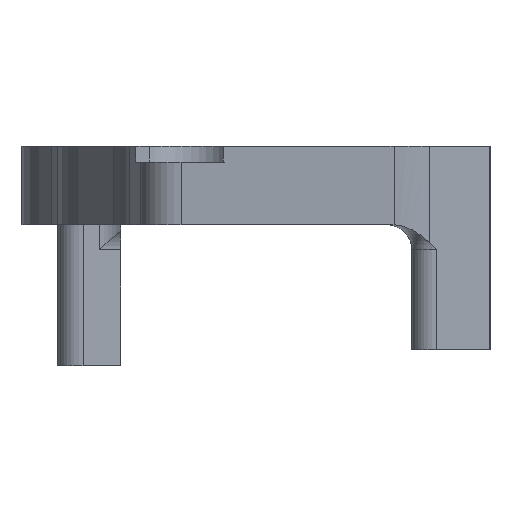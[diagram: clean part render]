
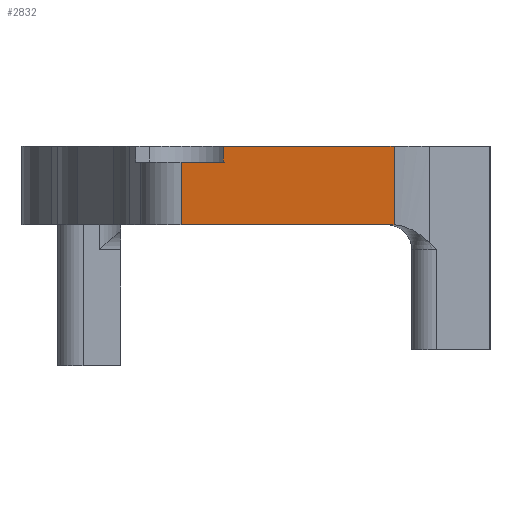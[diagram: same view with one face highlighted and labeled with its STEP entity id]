
A CAD part, left-side view. The second image highlights one B-rep face of the part: STEP entity #2832.
In plain terms, the highlighted planar face has unit normal (-0.994, 0.114, 0).
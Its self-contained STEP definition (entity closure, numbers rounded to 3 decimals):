
#473=B_SPLINE_CURVE_WITH_KNOTS('',3,(#4515,#4516,#4517,#4518),
 .UNSPECIFIED.,.F.,.F.,(4,4),(0.128,0.134),
 .UNSPECIFIED.);
#524=PLANE('',#3073);
#587=FACE_OUTER_BOUND('',#732,.T.);
#732=EDGE_LOOP('',(#2278,#2279,#2280,#2281,#2282,#2283,#2284));
#874=LINE('',#4215,#1089);
#900=LINE('',#4327,#1115);
#946=LINE('',#4503,#1161);
#947=LINE('',#4508,#1162);
#949=LINE('',#4513,#1164);
#950=LINE('',#4519,#1165);
#1089=VECTOR('',#3349,10.);
#1115=VECTOR('',#3439,10.);
#1161=VECTOR('',#3593,10.);
#1162=VECTOR('',#3598,10.);
#1164=VECTOR('',#3604,10.);
#1165=VECTOR('',#3605,10.);
#1508=VERTEX_POINT('',#4212);
#1509=VERTEX_POINT('',#4214);
#1562=VERTEX_POINT('',#4324);
#1563=VERTEX_POINT('',#4326);
#1639=VERTEX_POINT('',#4501);
#1640=VERTEX_POINT('',#4505);
#1643=VERTEX_POINT('',#4514);
#1742=EDGE_CURVE('',#1508,#1509,#874,.T.);
#1798=EDGE_CURVE('',#1562,#1563,#900,.T.);
#1886=EDGE_CURVE('',#1508,#1639,#946,.T.);
#1888=EDGE_CURVE('',#1639,#1640,#947,.T.);
#1891=EDGE_CURVE('',#1640,#1563,#949,.T.);
#1892=EDGE_CURVE('',#1562,#1643,#473,.F.);
#1893=EDGE_CURVE('',#1509,#1643,#950,.T.);
#2278=ORIENTED_EDGE('',*,*,#1886,.T.);
#2279=ORIENTED_EDGE('',*,*,#1888,.T.);
#2280=ORIENTED_EDGE('',*,*,#1891,.T.);
#2281=ORIENTED_EDGE('',*,*,#1798,.F.);
#2282=ORIENTED_EDGE('',*,*,#1892,.T.);
#2283=ORIENTED_EDGE('',*,*,#1893,.F.);
#2284=ORIENTED_EDGE('',*,*,#1742,.F.);
#2832=ADVANCED_FACE('',(#587),#524,.T.);
#3073=AXIS2_PLACEMENT_3D('',#4512,#3602,#3603);
#3349=DIRECTION('',(-0.114,-0.994,0.));
#3439=DIRECTION('',(0.114,0.994,0.));
#3593=DIRECTION('',(0.,0.,-1.));
#3598=DIRECTION('',(0.114,0.994,0.));
#3602=DIRECTION('center_axis',(-0.994,0.114,0.));
#3603=DIRECTION('ref_axis',(0.114,0.994,0.));
#3604=DIRECTION('',(0.,0.,-1.));
#3605=DIRECTION('',(0.,0.,-1.));
#4212=CARTESIAN_POINT('',(-23.312,-0.183,0.));
#4214=CARTESIAN_POINT('',(-23.935,-5.634,0.));
#4215=CARTESIAN_POINT('',(-23.157,1.17,0.));
#4324=CARTESIAN_POINT('',(-23.929,-5.576,-2.5));
#4326=CARTESIAN_POINT('',(-23.157,1.17,-2.5));
#4327=CARTESIAN_POINT('',(-23.157,1.17,-2.5));
#4501=CARTESIAN_POINT('',(-23.312,-0.183,-0.5));
#4503=CARTESIAN_POINT('',(-23.312,-0.183,0.));
#4505=CARTESIAN_POINT('',(-23.157,1.17,-0.5));
#4508=CARTESIAN_POINT('',(-23.579,-2.515,-0.5));
#4512=CARTESIAN_POINT('Origin',(-24.,-6.2,0.));
#4513=CARTESIAN_POINT('',(-23.157,1.17,0.));
#4514=CARTESIAN_POINT('',(-23.935,-5.634,-2.501));
#4515=CARTESIAN_POINT('Ctrl Pts',(-23.935,-5.634,-2.501));
#4516=CARTESIAN_POINT('Ctrl Pts',(-23.933,-5.614,-2.5));
#4517=CARTESIAN_POINT('Ctrl Pts',(-23.931,-5.595,-2.5));
#4518=CARTESIAN_POINT('Ctrl Pts',(-23.929,-5.576,-2.5));
#4519=CARTESIAN_POINT('',(-23.935,-5.634,0.));
